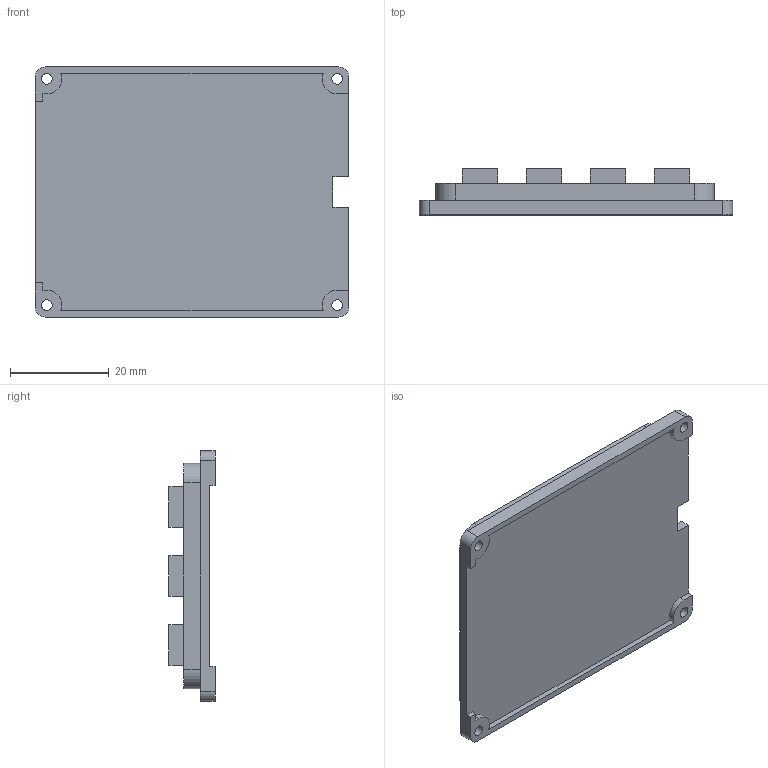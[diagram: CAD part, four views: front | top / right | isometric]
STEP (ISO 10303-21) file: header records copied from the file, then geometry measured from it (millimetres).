
FILE_DESCRIPTION((''),'2;1');
FILE_NAME('MANIFOLD_SOLID_BREP_4849_1_1','2023-05-30T09:30:46',('HR'),(''),'CREO PARAMETRIC BY PTC INC, 2019010','CREO PARAMETRIC BY PTC INC, 2019010','');
FILE_SCHEMA(('AUTOMOTIVE_DESIGN { 1 0 10303 214 1 1 1 1 }'));
Length unit declared in the file: millimetre
Products named in the file (1): MANIFOLD_SOLID_BREP_4849_1_1
Bounding box: 63.6 x 9.4 x 50.8 mm (x, y, z)
Volume: 17214 mm3; surface area: 9010.7 mm2
Topology: 1 solids, 1 shells, 107 faces, 276 edges, 184 vertices
Faces by surface type: plane 87, cylinder 20
Entity records: 4140 total; most frequent: CARTESIAN_POINT 569, ORIENTED_EDGE 552, DIRECTION 530, PRESENTATION_STYLE_ASSIGNMENT 277, STYLED_ITEM 277, CURVE_STYLE 276, EDGE_CURVE 276, VECTOR 236
